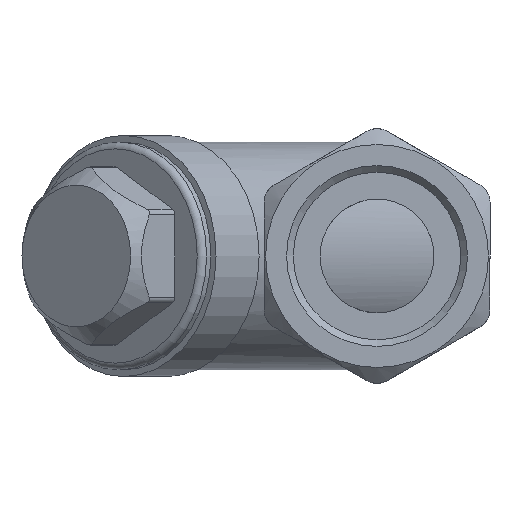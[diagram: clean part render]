
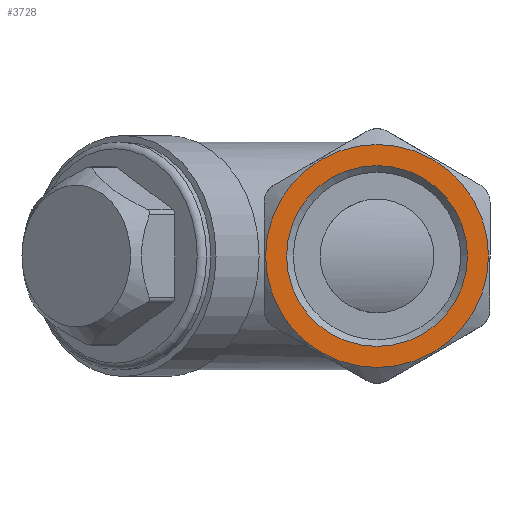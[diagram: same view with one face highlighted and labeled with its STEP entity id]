
A CAD part, left-side view. The second image highlights one B-rep face of the part: STEP entity #3728.
In plain terms, the highlighted planar face has unit normal (-1, 0, 0).
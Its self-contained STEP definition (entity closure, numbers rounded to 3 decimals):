
#310=FACE_BOUND('',#706,.T.);
#327=PLANE('',#3978);
#484=FACE_OUTER_BOUND('',#705,.T.);
#705=EDGE_LOOP('',(#2395));
#706=EDGE_LOOP('',(#2396));
#1335=CIRCLE('',#3975,13.5);
#1337=CIRCLE('',#3979,16.638);
#1465=VERTEX_POINT('',#5394);
#1467=VERTEX_POINT('',#5402);
#1825=EDGE_CURVE('',#1465,#1465,#1335,.T.);
#1828=EDGE_CURVE('',#1467,#1467,#1337,.T.);
#2395=ORIENTED_EDGE('',*,*,#1828,.T.);
#2396=ORIENTED_EDGE('',*,*,#1825,.F.);
#3728=ADVANCED_FACE('',(#484,#310),#327,.F.);
#3975=AXIS2_PLACEMENT_3D('',#5396,#4393,#4394);
#3978=AXIS2_PLACEMENT_3D('',#5401,#4400,#4401);
#3979=AXIS2_PLACEMENT_3D('',#5403,#4402,#4403);
#4393=DIRECTION('center_axis',(-1.,0.,0.));
#4394=DIRECTION('ref_axis',(0.,-1.,0.));
#4400=DIRECTION('center_axis',(1.,0.,0.));
#4401=DIRECTION('ref_axis',(0.,0.,-1.));
#4402=DIRECTION('center_axis',(-1.,0.,0.));
#4403=DIRECTION('ref_axis',(0.,1.,0.));
#5394=CARTESIAN_POINT('',(0.,13.5,0.));
#5396=CARTESIAN_POINT('Origin',(0.,0.,0.));
#5401=CARTESIAN_POINT('Origin',(0.,0.,0.));
#5402=CARTESIAN_POINT('',(0.,-16.638,0.));
#5403=CARTESIAN_POINT('Origin',(0.,0.,0.));
